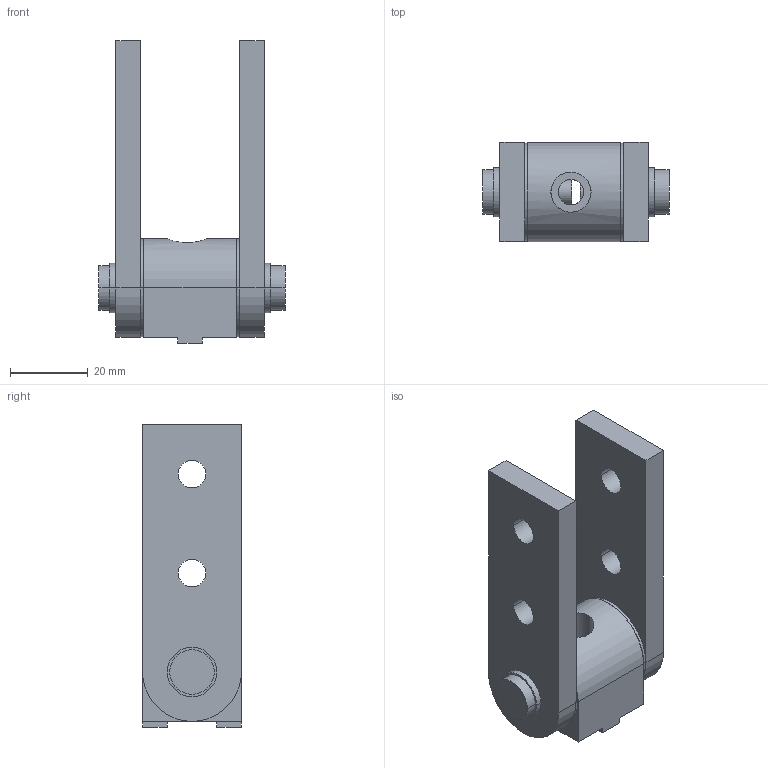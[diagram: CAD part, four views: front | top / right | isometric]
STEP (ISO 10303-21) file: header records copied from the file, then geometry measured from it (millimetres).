
FILE_DESCRIPTION((''),'2;1');
FILE_NAME('10HI8321.stp','2015-07-07T15:20:36',(''),(''),'Mechanical Desktop 2011','Mechanical Desktop 2011',', , ');
FILE_SCHEMA(('AUTOMOTIVE_DESIGN { 1 2 10303 214 1 1 1 1 }'));
Length unit declared in the file: inch
Products named in the file (1): Product
Bounding box: 47.83 x 25.4 x 77.72 mm (x, y, z)
Volume: 38064.2 mm3; surface area: 19727.1 mm2
Topology: 13 solids, 13 shells, 117 faces, 258 edges, 170 vertices
Faces by surface type: cylinder 69, plane 48
Entity records: 3422 total; most frequent: DIRECTION 628, CARTESIAN_POINT 581, ORIENTED_EDGE 516, EDGE_CURVE 258, AXIS2_PLACEMENT_3D 254, VERTEX_POINT 170, EDGE_LOOP 154, CIRCLE 128
